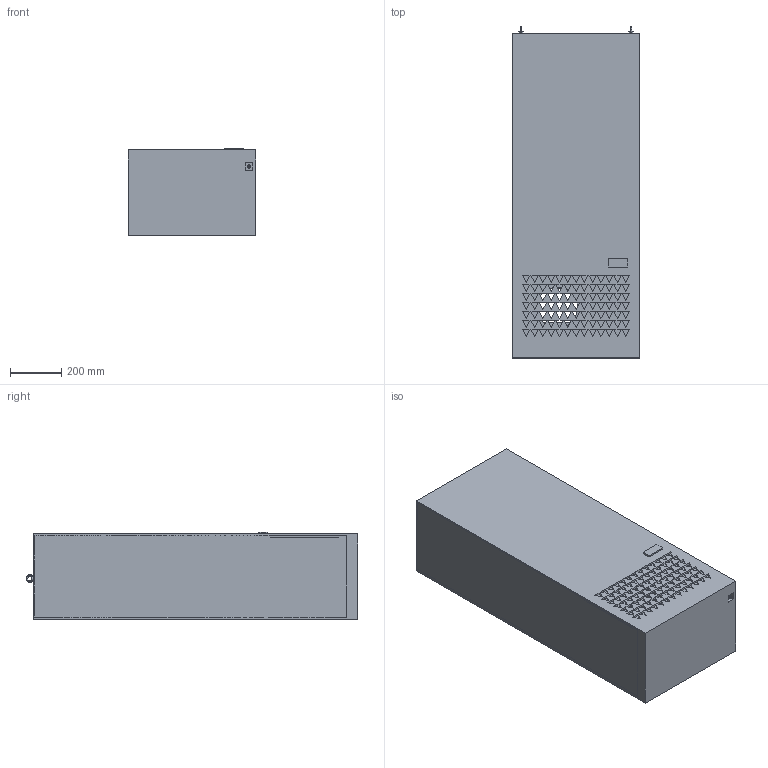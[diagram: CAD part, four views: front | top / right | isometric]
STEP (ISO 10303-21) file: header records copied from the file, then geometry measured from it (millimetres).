
FILE_DESCRIPTION(('STEP AP242'),'1');
FILE_NAME('nsycu3k3p4ul.stp','2021-09-28T15:46:12',('TraceParts'),('TraceParts S.A.'),'Spatial InterOp 3D',' ',' ');
FILE_SCHEMA(('AP242_MANAGED_MODEL_BASED_3D_ENGINEERING_MIM_LF {1 0 10303 442 1 1 4}'));
Length unit declared in the file: millimetre
Products named in the file (1): nsycu3k3p4ul
Bounding box: 500 x 1300.95 x 341.8 mm (x, y, z)
Volume: 18970290 mm3; surface area: 4796689.5 mm2
Topology: 1 solids, 1 shells, 1105 faces, 3291 edges, 2172 vertices
Faces by surface type: plane 877, extrusion 166, cylinder 38, torus 24
Entity records: 42234 total; most frequent: CARTESIAN_POINT 12153, ORIENTED_EDGE 6582, DIRECTION 5068, EDGE_CURVE 3291, VECTOR 2948, LINE 2782, VERTEX_POINT 2172, EDGE_LOOP 1637
